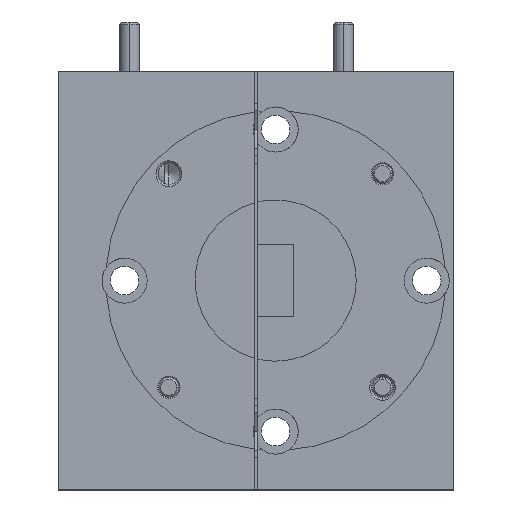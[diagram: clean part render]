
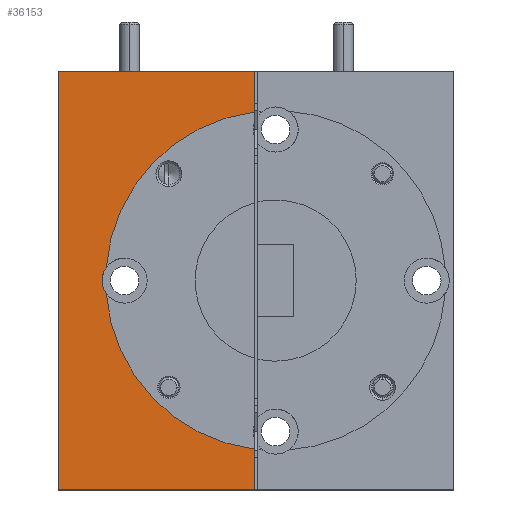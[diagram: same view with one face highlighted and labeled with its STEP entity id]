
A CAD part, left-side view. The second image highlights one B-rep face of the part: STEP entity #36153.
In plain terms, the highlighted planar face has unit normal (-1, 0, 0).
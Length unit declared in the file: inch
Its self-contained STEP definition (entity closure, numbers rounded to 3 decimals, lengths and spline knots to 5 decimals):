
#228 = DIRECTION ( 'NONE',  ( 0., 0., 1. ) ) ;
#881 = EDGE_CURVE ( 'NONE', #19096, #11544, #10116, .T. ) ;
#993 = CIRCLE ( 'NONE', #42118, 0.07 ) ;
#1205 = VERTEX_POINT ( 'NONE', #21660 ) ;
#2100 = VERTEX_POINT ( 'NONE', #14986 ) ;
#3576 = FACE_OUTER_BOUND ( 'NONE', #22177, .T. ) ;
#4199 = VERTEX_POINT ( 'NONE', #26923 ) ;
#4282 = CARTESIAN_POINT ( 'NONE',  ( -3.12708, 0.0506, 0.8146 ) ) ;
#5619 = CIRCLE ( 'NONE', #34612, 0.5275 ) ;
#5747 = EDGE_CURVE ( 'NONE', #4199, #1205, #5619, .T. ) ;
#6070 = ORIENTED_EDGE ( 'NONE', *, *, #18848, .F. ) ;
#6412 = DIRECTION ( 'NONE',  ( 0., 0., 1. ) ) ;
#6567 = ORIENTED_EDGE ( 'NONE', *, *, #39037, .T. ) ;
#8847 = LINE ( 'NONE', #23370, #28491 ) ;
#9067 = ORIENTED_EDGE ( 'NONE', *, *, #5747, .F. ) ;
#10053 = ORIENTED_EDGE ( 'NONE', *, *, #10216, .F. ) ;
#10116 = LINE ( 'NONE', #35443, #20016 ) ;
#10216 = EDGE_CURVE ( 'NONE', #19096, #20810, #20727, .T. ) ;
#10273 = VECTOR ( 'NONE', #6412, 39.37008 ) ;
#11544 = VERTEX_POINT ( 'NONE', #26280 ) ;
#12873 = CARTESIAN_POINT ( 'NONE',  ( -3.12708, 0.0506, 0.8146 ) ) ;
#13822 = CARTESIAN_POINT ( 'NONE',  ( -3.12708, -0.0154, 0.1646 ) ) ;
#14416 = EDGE_CURVE ( 'NONE', #11544, #2100, #8847, .T. ) ;
#14986 = CARTESIAN_POINT ( 'NONE',  ( -3.12708, 0.0506, -0.35876 ) ) ;
#15650 = VERTEX_POINT ( 'NONE', #40094 ) ;
#16283 = EDGE_CURVE ( 'NONE', #1205, #15650, #993, .T. ) ;
#17654 = DIRECTION ( 'NONE',  ( -1., 0., 0. ) ) ;
#17940 = DIRECTION ( 'NONE',  ( 0., -1., 0. ) ) ;
#18321 = DIRECTION ( 'NONE',  ( 1., 0., 0. ) ) ;
#18347 = CARTESIAN_POINT ( 'NONE',  ( -3.12708, 0.6596, -0.4854 ) ) ;
#18848 = EDGE_CURVE ( 'NONE', #20810, #38018, #38798, .T. ) ;
#19096 = VERTEX_POINT ( 'NONE', #18347 ) ;
#19755 = VECTOR ( 'NONE', #228, 39.37008 ) ;
#20016 = VECTOR ( 'NONE', #39239, 39.37008 ) ;
#20179 = CARTESIAN_POINT ( 'NONE',  ( -3.12708, 0.6596, 0.8146 ) ) ;
#20727 = LINE ( 'NONE', #39134, #10273 ) ;
#20810 = VERTEX_POINT ( 'NONE', #39346 ) ;
#21212 = PLANE ( 'NONE',  #37813 ) ;
#21660 = CARTESIAN_POINT ( 'NONE',  ( -3.12708, 0.51056, 0.20494 ) ) ;
#22177 = EDGE_LOOP ( 'NONE', ( #36005, #32978, #40377, #9067, #6567, #6070, #10053, #33771 ) ) ;
#23370 = CARTESIAN_POINT ( 'NONE',  ( -3.12708, 0.0506, 0.8146 ) ) ;
#24282 = DIRECTION ( 'NONE',  ( 0., 0., 1. ) ) ;
#24707 = CIRCLE ( 'NONE', #30857, 0.5275 ) ;
#25001 = CARTESIAN_POINT ( 'NONE',  ( -3.12708, 0.6596, 0.8146 ) ) ;
#25953 = VECTOR ( 'NONE', #17940, 39.37008 ) ;
#26280 = CARTESIAN_POINT ( 'NONE',  ( -3.12708, 0.0506, -0.4854 ) ) ;
#26923 = CARTESIAN_POINT ( 'NONE',  ( -3.12708, 0.0506, 0.68795 ) ) ;
#28294 = EDGE_CURVE ( 'NONE', #15650, #2100, #24707, .T. ) ;
#28491 = VECTOR ( 'NONE', #37994, 39.37008 ) ;
#28893 = DIRECTION ( 'NONE',  ( 0., 0., 1. ) ) ;
#30857 = AXIS2_PLACEMENT_3D ( 'NONE', #33522, #37861, #31572 ) ;
#31572 = DIRECTION ( 'NONE',  ( 0., 0., 1. ) ) ;
#32978 = ORIENTED_EDGE ( 'NONE', *, *, #28294, .F. ) ;
#33522 = CARTESIAN_POINT ( 'NONE',  ( -3.12708, -0.0154, 0.1646 ) ) ;
#33771 = ORIENTED_EDGE ( 'NONE', *, *, #881, .T. ) ;
#34612 = AXIS2_PLACEMENT_3D ( 'NONE', #13822, #43168, #24282 ) ;
#35443 = CARTESIAN_POINT ( 'NONE',  ( -3.12708, 0.6596, -0.4854 ) ) ;
#36005 = ORIENTED_EDGE ( 'NONE', *, *, #14416, .T. ) ;
#36153 = ADVANCED_FACE ( 'NONE', ( #3576 ), #21212, .F. ) ;
#36281 = LINE ( 'NONE', #4282, #19755 ) ;
#37813 = AXIS2_PLACEMENT_3D ( 'NONE', #25001, #18321, #39591 ) ;
#37861 = DIRECTION ( 'NONE',  ( -1., 0., 0. ) ) ;
#37994 = DIRECTION ( 'NONE',  ( 0., 0., 1. ) ) ;
#38018 = VERTEX_POINT ( 'NONE', #12873 ) ;
#38798 = LINE ( 'NONE', #20179, #25953 ) ;
#39037 = EDGE_CURVE ( 'NONE', #4199, #38018, #36281, .T. ) ;
#39134 = CARTESIAN_POINT ( 'NONE',  ( -3.12708, 0.6596, 0.8146 ) ) ;
#39239 = DIRECTION ( 'NONE',  ( 0., -1., 0. ) ) ;
#39346 = CARTESIAN_POINT ( 'NONE',  ( -3.12708, 0.6596, 0.8146 ) ) ;
#39591 = DIRECTION ( 'NONE',  ( 0., 0., -1. ) ) ;
#40094 = CARTESIAN_POINT ( 'NONE',  ( -3.12708, 0.51056, 0.12426 ) ) ;
#40377 = ORIENTED_EDGE ( 'NONE', *, *, #16283, .F. ) ;
#42118 = AXIS2_PLACEMENT_3D ( 'NONE', #46052, #17654, #28893 ) ;
#43168 = DIRECTION ( 'NONE',  ( -1., 0., 0. ) ) ;
#46052 = CARTESIAN_POINT ( 'NONE',  ( -3.12708, 0.45335, 0.1646 ) ) ;
